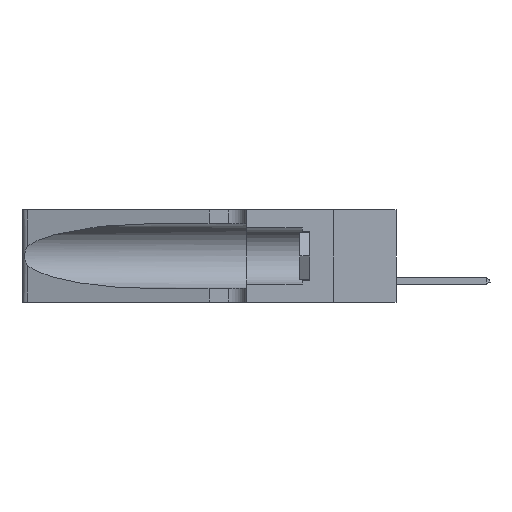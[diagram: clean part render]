
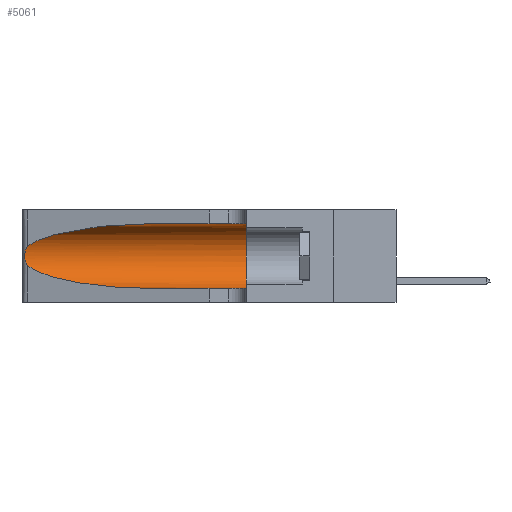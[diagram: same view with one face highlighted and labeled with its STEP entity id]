
A CAD part, left-side view. The second image highlights one B-rep face of the part: STEP entity #5061.
In plain terms, the highlighted cylindrical face has radius 3.308 mm (diameter 6.617 mm), a partial arc.
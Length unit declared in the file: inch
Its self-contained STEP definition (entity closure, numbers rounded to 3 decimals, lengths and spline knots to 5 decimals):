
#510 = CARTESIAN_POINT ( 'NONE',  ( 0.25487, 1.22718, 0.14631 ) ) ;
#550 = VERTEX_POINT ( 'NONE', #33952 ) ;
#1015 = VECTOR ( 'NONE', #1114, 39.37008 ) ;
#1114 = DIRECTION ( 'NONE',  ( 0., -1., 0. ) ) ;
#1574 = CARTESIAN_POINT ( 'NONE',  ( 0.25487, 1.22718, 0.22369 ) ) ;
#1820 = CARTESIAN_POINT ( 'NONE',  ( 0.25854, 1.2359, 0.20912 ) ) ;
#1952 = CARTESIAN_POINT ( 'NONE',  ( 0.25787, 1.23484, 0.2124 ) ) ;
#2826 = B_SPLINE_CURVE_WITH_KNOTS ( 'NONE', 3,
 ( #1574, #27749, #36592, #1952, #1820, #13233, #30368, #4835, #7765, #27495, #18774, #7396, #30503, #21803 ),
 .UNSPECIFIED., .F., .F.,
 ( 4, 2, 2, 2, 2, 2, 4 ),
 ( 0., 0.00027, 0.00053, 0.00107, 0.0016, 0.00187, 0.00214 ),
 .UNSPECIFIED. ) ;
#4080 = CARTESIAN_POINT ( 'NONE',  ( 0.1305, 1.61858, 0.05475 ) ) ;
#4153 = CARTESIAN_POINT ( 'NONE',  ( 0.18966, 0.96281, 0.05475 ) ) ;
#4469 = FACE_OUTER_BOUND ( 'NONE', #7464, .T. ) ;
#4835 = CARTESIAN_POINT ( 'NONE',  ( 0.26075, 1.23896, 0.178 ) ) ;
#5061 = ADVANCED_FACE ( 'NONE', ( #4469 ), #14020, .F. ) ;
#5086 = CARTESIAN_POINT ( 'NONE',  ( 0.25487, 1.22718, 0.22369 ) ) ;
#5128 = CARTESIAN_POINT ( 'NONE',  ( 0.1305, 0.35, 0.05475 ) ) ;
#5202 = EDGE_CURVE ( 'NONE', #36903, #34526, #2826, .T. ) ;
#5840 = LINE ( 'NONE', #4080, #18017 ) ;
#6258 = CARTESIAN_POINT ( 'NONE',  ( 0.1305, 1.61858, 0.185 ) ) ;
#6631 = DIRECTION ( 'NONE',  ( 0., -1., 0. ) ) ;
#7208 = CARTESIAN_POINT ( 'NONE',  ( 0.2373, 1.15595, 0.08982 ) ) ;
#7396 = CARTESIAN_POINT ( 'NONE',  ( 0.25639, 1.23186, 0.15144 ) ) ;
#7464 = EDGE_LOOP ( 'NONE', ( #18134, #14627, #9303, #15304, #27345, #29200 ) ) ;
#7765 = CARTESIAN_POINT ( 'NONE',  ( 0.26017, 1.23833, 0.17102 ) ) ;
#8353 =( BOUNDED_CURVE ( )  B_SPLINE_CURVE ( 3, ( #22919, #25322, #31064, #19729 ),
 .UNSPECIFIED., .F., .T. ) 
 B_SPLINE_CURVE_WITH_KNOTS ( ( 4, 4 ),
 ( 1.5708, 2.84003 ),
 .UNSPECIFIED. ) 
 CURVE ( )  GEOMETRIC_REPRESENTATION_ITEM ( )  RATIONAL_B_SPLINE_CURVE ( ( 1., 0.87, 0.87, 1. ) ) 
 REPRESENTATION_ITEM ( '' )  );
#9047 = DIRECTION ( 'NONE',  ( 0., 0., 1. ) ) ;
#9303 = ORIENTED_EDGE ( 'NONE', *, *, #36328, .T. ) ;
#12343 = DIRECTION ( 'NONE',  ( 0., 0., -1. ) ) ;
#13233 = CARTESIAN_POINT ( 'NONE',  ( 0.26018, 1.23835, 0.19895 ) ) ;
#14020 = CYLINDRICAL_SURFACE ( 'NONE', #14624, 0.13025 ) ;
#14624 = AXIS2_PLACEMENT_3D ( 'NONE', #6258, #26511, #12343 ) ;
#14627 = ORIENTED_EDGE ( 'NONE', *, *, #5202, .T. ) ;
#15304 = ORIENTED_EDGE ( 'NONE', *, *, #24032, .T. ) ;
#15673 = CARTESIAN_POINT ( 'NONE',  ( 0.1305, 1.61858, 0.31525 ) ) ;
#16119 = CARTESIAN_POINT ( 'NONE',  ( 0.1305, 0.72297, 0.05475 ) ) ;
#16496 = VERTEX_POINT ( 'NONE', #16119 ) ;
#18017 = VECTOR ( 'NONE', #6631, 39.37008 ) ;
#18134 = ORIENTED_EDGE ( 'NONE', *, *, #28856, .T. ) ;
#18774 = CARTESIAN_POINT ( 'NONE',  ( 0.25789, 1.23486, 0.15765 ) ) ;
#19729 = CARTESIAN_POINT ( 'NONE',  ( 0.25487, 1.22718, 0.22369 ) ) ;
#20317 = CARTESIAN_POINT ( 'NONE',  ( 0.1305, 0.35, 0.185 ) ) ;
#21442 = EDGE_CURVE ( 'NONE', #550, #30968, #34944, .T. ) ;
#21803 = CARTESIAN_POINT ( 'NONE',  ( 0.25487, 1.22718, 0.14631 ) ) ;
#21995 = CARTESIAN_POINT ( 'NONE',  ( 0.1305, 0.72297, 0.05475 ) ) ;
#22421 = AXIS2_PLACEMENT_3D ( 'NONE', #20317, #26142, #9047 ) ;
#22919 = CARTESIAN_POINT ( 'NONE',  ( 0.1305, 0.72297, 0.31525 ) ) ;
#23406 = CIRCLE ( 'NONE', #22421, 0.13025 ) ;
#24032 = EDGE_CURVE ( 'NONE', #16496, #32660, #5840, .T. ) ;
#25322 = CARTESIAN_POINT ( 'NONE',  ( 0.18966, 0.96281, 0.31525 ) ) ;
#25746 =( BOUNDED_CURVE ( )  B_SPLINE_CURVE ( 3, ( #30560, #7208, #4153, #21995 ),
 .UNSPECIFIED., .F., .T. ) 
 B_SPLINE_CURVE_WITH_KNOTS ( ( 4, 4 ),
 ( 3.44316, 4.71239 ),
 .UNSPECIFIED. ) 
 CURVE ( )  GEOMETRIC_REPRESENTATION_ITEM ( )  RATIONAL_B_SPLINE_CURVE ( ( 1., 0.87, 0.87, 1. ) ) 
 REPRESENTATION_ITEM ( '' )  );
#26142 = DIRECTION ( 'NONE',  ( 0., 1., 0. ) ) ;
#26511 = DIRECTION ( 'NONE',  ( 0., -1., 0. ) ) ;
#26533 = CARTESIAN_POINT ( 'NONE',  ( 0.1305, 0.35, 0.31525 ) ) ;
#27345 = ORIENTED_EDGE ( 'NONE', *, *, #27793, .F. ) ;
#27495 = CARTESIAN_POINT ( 'NONE',  ( 0.25856, 1.23593, 0.16098 ) ) ;
#27749 = CARTESIAN_POINT ( 'NONE',  ( 0.25555, 1.22994, 0.2215 ) ) ;
#27793 = EDGE_CURVE ( 'NONE', #30968, #32660, #23406, .T. ) ;
#28856 = EDGE_CURVE ( 'NONE', #550, #36903, #8353, .T. ) ;
#29200 = ORIENTED_EDGE ( 'NONE', *, *, #21442, .F. ) ;
#30368 = CARTESIAN_POINT ( 'NONE',  ( 0.26075, 1.23896, 0.19203 ) ) ;
#30503 = CARTESIAN_POINT ( 'NONE',  ( 0.25555, 1.22993, 0.14849 ) ) ;
#30560 = CARTESIAN_POINT ( 'NONE',  ( 0.25487, 1.22718, 0.14631 ) ) ;
#30968 = VERTEX_POINT ( 'NONE', #26533 ) ;
#31064 = CARTESIAN_POINT ( 'NONE',  ( 0.2373, 1.15595, 0.28018 ) ) ;
#32660 = VERTEX_POINT ( 'NONE', #5128 ) ;
#33952 = CARTESIAN_POINT ( 'NONE',  ( 0.1305, 0.72297, 0.31525 ) ) ;
#34526 = VERTEX_POINT ( 'NONE', #510 ) ;
#34944 = LINE ( 'NONE', #15673, #1015 ) ;
#36328 = EDGE_CURVE ( 'NONE', #34526, #16496, #25746, .T. ) ;
#36592 = CARTESIAN_POINT ( 'NONE',  ( 0.25639, 1.23184, 0.21858 ) ) ;
#36903 = VERTEX_POINT ( 'NONE', #5086 ) ;
